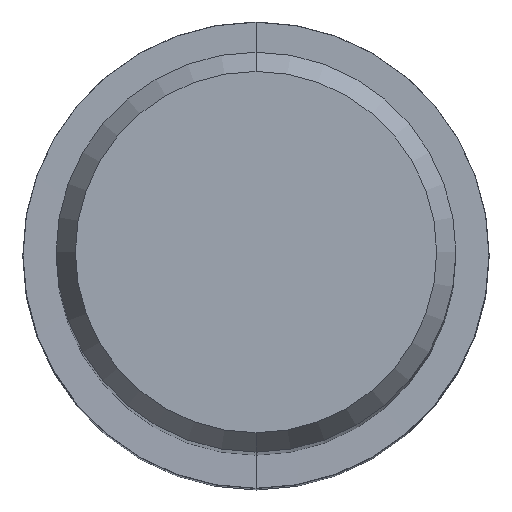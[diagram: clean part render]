
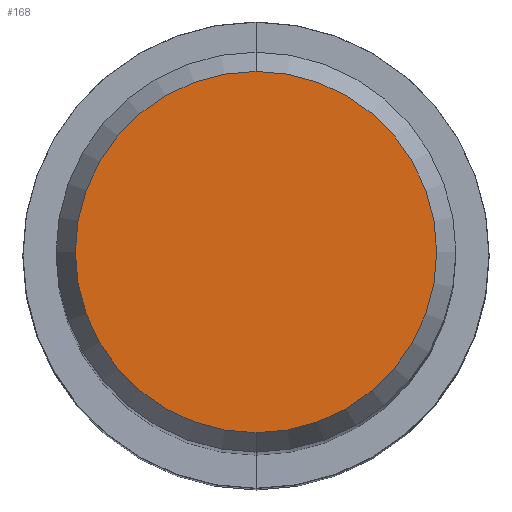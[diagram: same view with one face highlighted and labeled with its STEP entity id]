
A CAD part, top view. The second image highlights one B-rep face of the part: STEP entity #168.
In plain terms, the highlighted planar face has unit normal (0, 0, 1).
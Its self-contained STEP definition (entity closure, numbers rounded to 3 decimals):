
#124=EDGE_CURVE('',#160,#172,#244,.T.);
#160=VERTEX_POINT('',#285);
#168=ADVANCED_FACE('',(#293),#294,.T.);
#170=EDGE_CURVE('',#172,#160,#296,.T.);
#172=VERTEX_POINT('',#298);
#244=CIRCLE('',#374,4.304);
#285=CARTESIAN_POINT('',(0.0,4.304,0.01));
#293=FACE_OUTER_BOUND('',#436,.T.);
#294=PLANE('',#437);
#296=CIRCLE('',#440,4.304);
#298=CARTESIAN_POINT('',(0.,-4.304,0.01));
#374=AXIS2_PLACEMENT_3D('',#518,#519,#520);
#436=EDGE_LOOP('',(#570,#571));
#437=AXIS2_PLACEMENT_3D('',#572,#573,#574);
#440=AXIS2_PLACEMENT_3D('',#575,#576,#577);
#518=CARTESIAN_POINT('',(0.0,0.0,0.01));
#519=DIRECTION('',(0.0,0.0,-1.0));
#520=DIRECTION('',(0.0,1.0,0.0));
#570=ORIENTED_EDGE('',*,*,#124,.F.);
#571=ORIENTED_EDGE('',*,*,#170,.F.);
#572=CARTESIAN_POINT('',(0.0,2.152,0.01));
#573=DIRECTION('',(-0.0,0.0,1.0));
#574=DIRECTION('',(0.0,-1.0,0.0));
#575=CARTESIAN_POINT('',(0.0,0.0,0.01));
#576=DIRECTION('',(0.0,0.0,-1.0));
#577=DIRECTION('',(0.0,1.0,0.0));
